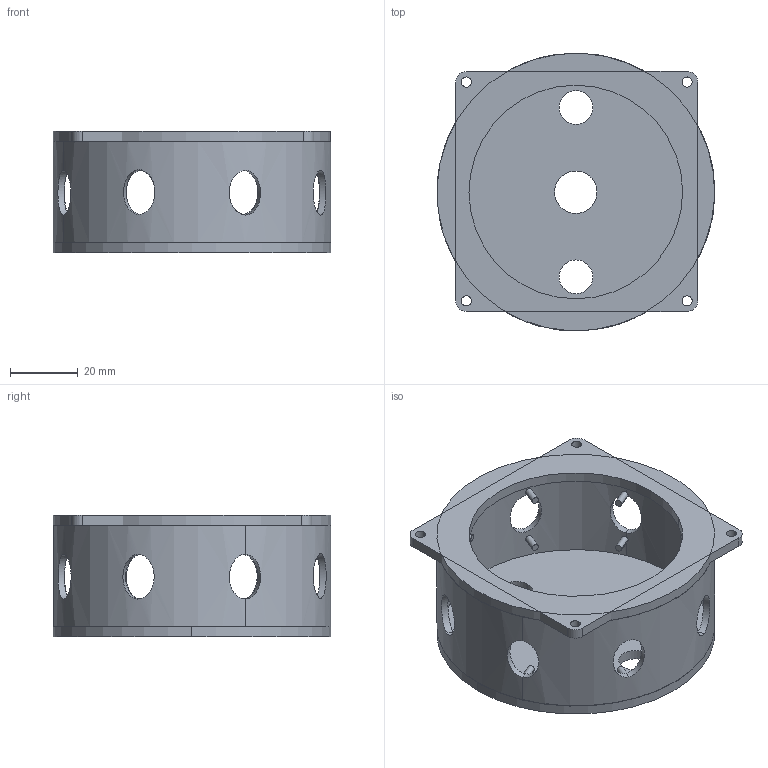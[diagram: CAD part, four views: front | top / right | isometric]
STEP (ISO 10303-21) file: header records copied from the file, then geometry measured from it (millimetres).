
FILE_DESCRIPTION(/* description */ (''),/* implementation_level */ '2;1');
FILE_NAME(/* name */ 'part4-base',/* time_stamp */ '2024-11-03T15:45:09Z',/* author */ (''),/* organization */ (''),/* preprocessor_version */ 'ST-DEVELOPER v19.2',/* originating_system */ 'Rhino 8.12',/* authorisation */ '');
FILE_SCHEMA (('CONFIG_CONTROL_DESIGN'));
Length unit declared in the file: centimetre
Products named in the file (1): Document
Bounding box: 82.04 x 82.04 x 36.01 mm (x, y, z)
Volume: 40851.2 mm3; surface area: 37727.3 mm2
Topology: 20 solids, 20 shells, 122 faces, 258 edges, 172 vertices
Faces by surface type: cylinder 62, plane 44, bspline 16
Entity records: 4374 total; most frequent: CARTESIAN_POINT 1836, ORIENTED_EDGE 516, DIRECTION 358, EDGE_CURVE 258, AXIS2_PLACEMENT_3D 232, VERTEX_POINT 172, EDGE_LOOP 154, TRIMMED_CURVE 124
